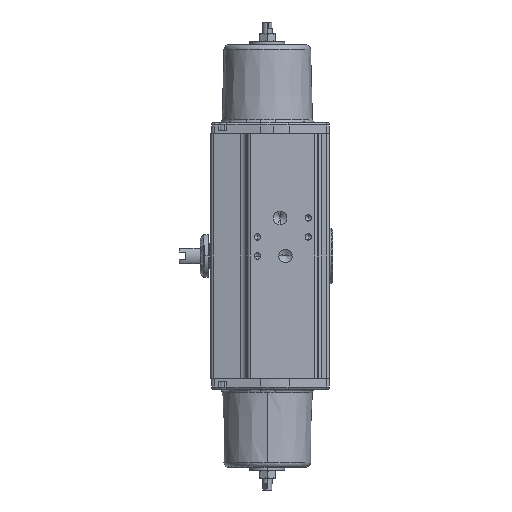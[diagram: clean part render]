
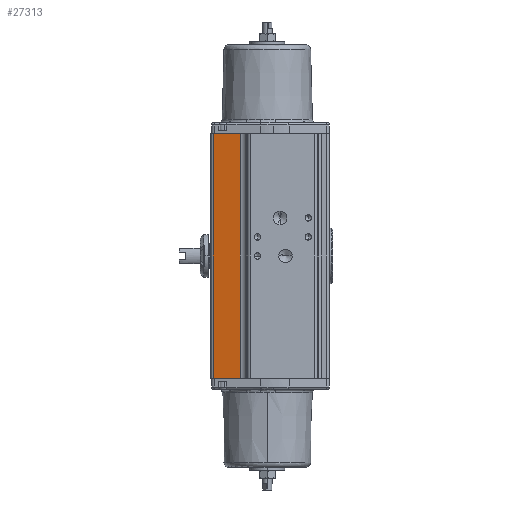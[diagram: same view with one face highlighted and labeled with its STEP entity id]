
A CAD part, left-side view. The second image highlights one B-rep face of the part: STEP entity #27313.
In plain terms, the highlighted planar face has unit normal (-0.978, 0.209, 0).
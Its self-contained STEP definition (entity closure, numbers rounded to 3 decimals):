
#405 = DIRECTION ( 'NONE',  ( 0., 0., 1. ) ) ;
#755 = DIRECTION ( 'NONE',  ( -0.209, -0.978, 0. ) ) ;
#1130 = CARTESIAN_POINT ( 'NONE',  ( -24.5, 35.5, -7.1 ) ) ;
#1188 = LINE ( 'NONE', #7550, #14301 ) ;
#1279 = CARTESIAN_POINT ( 'NONE',  ( -24.838, 33.918, -161.1 ) ) ;
#1481 = VERTEX_POINT ( 'NONE', #12213 ) ;
#2030 = FACE_OUTER_BOUND ( 'NONE', #26927, .T. ) ;
#4049 = VECTOR ( 'NONE', #23612, 1000. ) ;
#4664 = VERTEX_POINT ( 'NONE', #16305 ) ;
#5771 = ORIENTED_EDGE ( 'NONE', *, *, #13051, .F. ) ;
#6503 = VERTEX_POINT ( 'NONE', #12842 ) ;
#7550 = CARTESIAN_POINT ( 'NONE',  ( -24.838, 33.918, -7.1 ) ) ;
#7940 = DIRECTION ( 'NONE',  ( 0., 0., 1. ) ) ;
#9698 = EDGE_CURVE ( 'NONE', #10569, #6503, #1188, .T. ) ;
#10561 = ORIENTED_EDGE ( 'NONE', *, *, #9698, .F. ) ;
#10569 = VERTEX_POINT ( 'NONE', #11527 ) ;
#11151 = PLANE ( 'NONE',  #18445 ) ;
#11527 = CARTESIAN_POINT ( 'NONE',  ( -24.838, 33.918, -7.1 ) ) ;
#12213 = CARTESIAN_POINT ( 'NONE',  ( -28.47, 16.942, -161.1 ) ) ;
#12842 = CARTESIAN_POINT ( 'NONE',  ( -28.47, 16.942, -7.1 ) ) ;
#13051 = EDGE_CURVE ( 'NONE', #4664, #10569, #24971, .T. ) ;
#13477 = EDGE_CURVE ( 'NONE', #1481, #6503, #16185, .T. ) ;
#14301 = VECTOR ( 'NONE', #755, 1000. ) ;
#14801 = DIRECTION ( 'NONE',  ( 0.209, 0.978, 0. ) ) ;
#16185 = LINE ( 'NONE', #20245, #22817 ) ;
#16305 = CARTESIAN_POINT ( 'NONE',  ( -24.838, 33.918, -161.1 ) ) ;
#18445 = AXIS2_PLACEMENT_3D ( 'NONE', #1130, #27092, #14801 ) ;
#18802 = EDGE_CURVE ( 'NONE', #4664, #1481, #27267, .T. ) ;
#18825 = VECTOR ( 'NONE', #405, 1000. ) ;
#20245 = CARTESIAN_POINT ( 'NONE',  ( -28.47, 16.942, -161.1 ) ) ;
#22227 = CARTESIAN_POINT ( 'NONE',  ( -24.838, 33.918, -7.1 ) ) ;
#22418 = ORIENTED_EDGE ( 'NONE', *, *, #18802, .T. ) ;
#22817 = VECTOR ( 'NONE', #7940, 1000. ) ;
#23612 = DIRECTION ( 'NONE',  ( -0.209, -0.978, 0. ) ) ;
#24971 = LINE ( 'NONE', #22227, #18825 ) ;
#25812 = ORIENTED_EDGE ( 'NONE', *, *, #13477, .T. ) ;
#26927 = EDGE_LOOP ( 'NONE', ( #10561, #5771, #22418, #25812 ) ) ;
#27092 = DIRECTION ( 'NONE',  ( 0.978, -0.209, 0. ) ) ;
#27267 = LINE ( 'NONE', #1279, #4049 ) ;
#27313 = ADVANCED_FACE ( 'NONE', ( #2030 ), #11151, .F. ) ;
